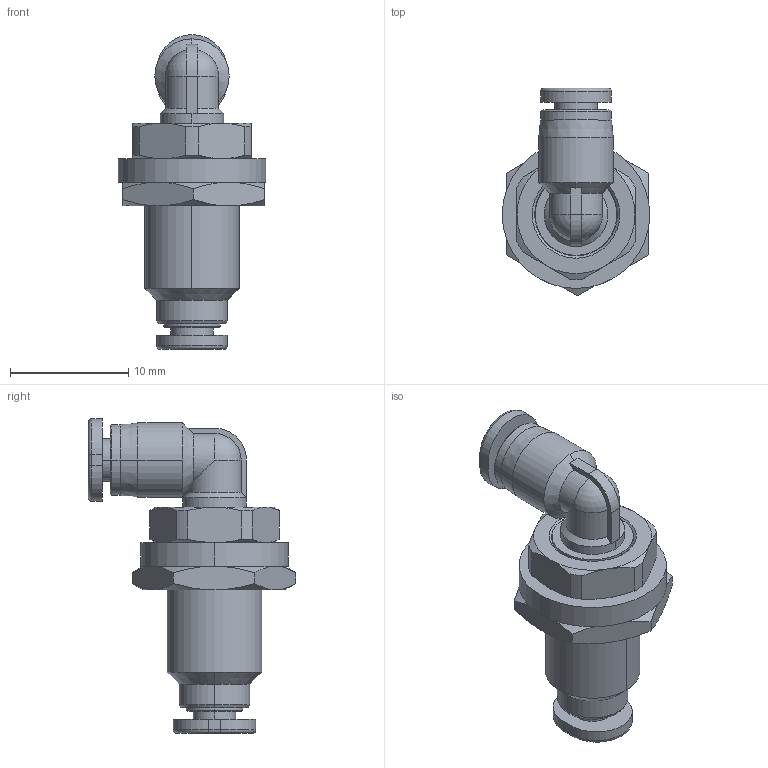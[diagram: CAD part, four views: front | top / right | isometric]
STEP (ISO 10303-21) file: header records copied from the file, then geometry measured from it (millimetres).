
FILE_DESCRIPTION((''),'2;1');
FILE_NAME('PLM C03-mdt.stp','2017-07-24T14:49:50',(''),(''),'Mechanical Desktop 2009','Mechanical Desktop 2009',', , ');
FILE_SCHEMA(('CONFIG_CONTROL_DESIGN'));
Length unit declared in the file: millimetre
Products named in the file (14): PLM C03-MDT; PART1; ~PART1; 1300 00 1203(COLLAR-C03C); ~~~PART1; ~~PART1; ~~~~PART1; ~~~~~PART1; ~~~~~~PART1; A$C41095473; A$C04A2150A; A$C606D379C; A$C2B193ABD; A$C51B91B1B
Assembly tree (14 placements, depth 3):
  PLM C03-MDT
    PART1
    ~PART1
    1300 00 1203(COLLAR-C03C)
      ~~~PART1
      ~~PART1
    ~~~~PART1
    ~~~~~PART1
    ~~PART1
    ~~~~~~PART1
    A$C41095473
    A$C04A2150A
    A$C606D379C
    A$C2B193ABD
    A$C51B91B1B
Bounding box: 12.5 x 17.58 x 26.65 mm (x, y, z)
Volume: 1695.2 mm3; surface area: 2211.3 mm2
Topology: 8 solids, 9 shells, 216 faces, 461 edges, 273 vertices
Faces by surface type: cylinder 79, plane 65, cone 58, torus 10, sphere 2, bspline 2
Entity records: 5508 total; most frequent: CARTESIAN_POINT 1031, DIRECTION 987, ORIENTED_EDGE 822, AXIS2_PLACEMENT_3D 419, EDGE_CURVE 411, VERTEX_POINT 245, EDGE_LOOP 218, CIRCLE 210
